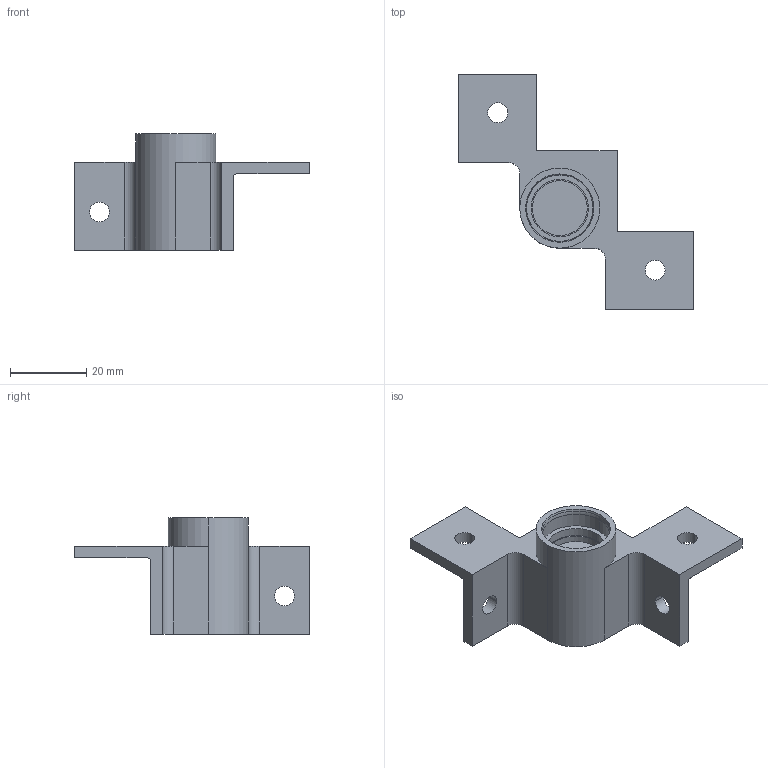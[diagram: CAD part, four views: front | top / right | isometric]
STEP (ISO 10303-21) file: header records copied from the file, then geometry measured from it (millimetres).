
FILE_DESCRIPTION (( 'STEP AP214' ), '1' );
FILE_NAME ('fixation bas vis latérales.STEP', '2021-03-10T09:10:26', ( '' ), ( '' ), 'SwSTEP 2.0', 'SolidWorks 2016', '' );
FILE_SCHEMA (( 'AUTOMOTIVE_DESIGN' ));
Length unit declared in the file: millimetre
Products named in the file (1): fixation bas vis latérales
Bounding box: 61.5 x 61.5 x 30.45 mm (x, y, z)
Volume: 19576.1 mm3; surface area: 7946.8 mm2
Topology: 1 solids, 1 shells, 44 faces, 112 edges, 73 vertices
Faces by surface type: cylinder 20, plane 20, cone 2, torus 2
Entity records: 1393 total; most frequent: DIRECTION 249, CARTESIAN_POINT 230, ORIENTED_EDGE 224, EDGE_CURVE 112, AXIS2_PLACEMENT_3D 92, VERTEX_POINT 73, VECTOR 65, LINE 65
